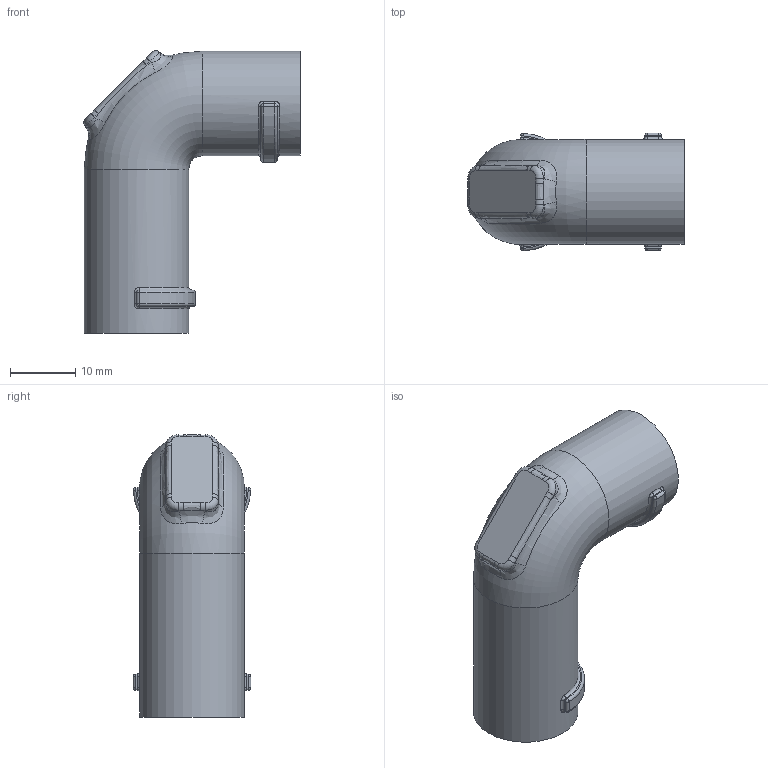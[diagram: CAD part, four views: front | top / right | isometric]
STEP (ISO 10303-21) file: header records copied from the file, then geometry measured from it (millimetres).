
FILE_DESCRIPTION(/* description */ (''),/* implementation_level */ '2;1');
FILE_NAME(/* name */ 'intake connector 90deg.step',/* time_stamp */ '2023-01-26T01:48:58+08:00',/* author */ (''),/* organization */ (''),/* preprocessor_version */ 'ST-DEVELOPER v19.2',/* originating_system */ 'Autodesk Translation Framework v11.17.0.187',/* authorisation */ '');
FILE_SCHEMA (('AUTOMOTIVE_DESIGN { 1 0 10303 214 3 1 1 }'));
Length unit declared in the file: millimetre
Products named in the file (1): intake connector 90deg
Bounding box: 33.07 x 17.98 x 43.17 mm (x, y, z)
Volume: 4193.7 mm3; surface area: 5290.1 mm2
Topology: 1 solids, 1 shells, 97 faces, 220 edges, 126 vertices
Faces by surface type: cylinder 34, plane 19, bspline 18, torus 16, sphere 8, cone 2
Full cylindrical faces by diameter (mm): 12.8 x2, 16 x2
Entity records: 3199 total; most frequent: CARTESIAN_POINT 1064, DIRECTION 444, ORIENTED_EDGE 440, EDGE_CURVE 220, AXIS2_PLACEMENT_3D 190, VERTEX_POINT 126, CIRCLE 110, EDGE_LOOP 100
